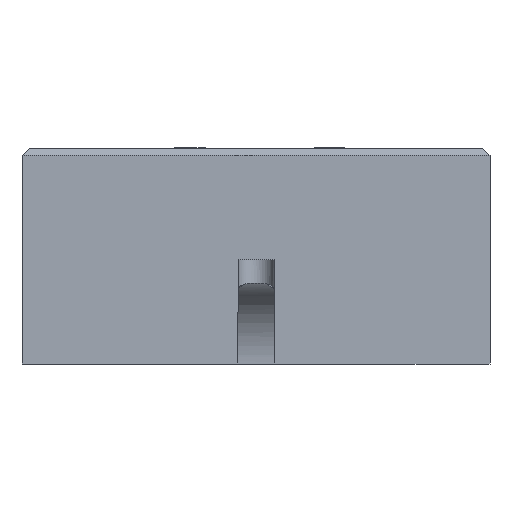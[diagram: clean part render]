
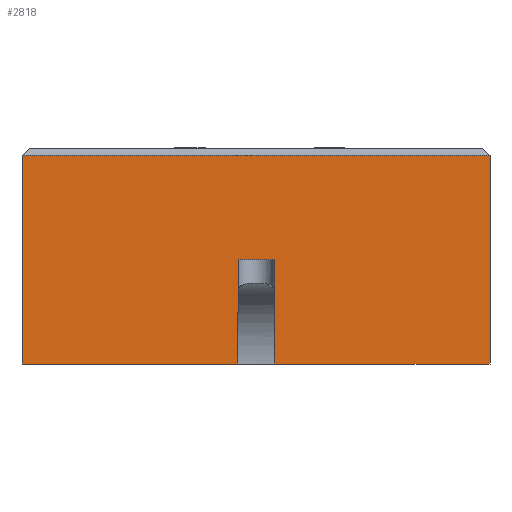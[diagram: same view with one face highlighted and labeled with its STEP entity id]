
A CAD part, front view. The second image highlights one B-rep face of the part: STEP entity #2818.
In plain terms, the highlighted planar face has unit normal (0, -1, 0).
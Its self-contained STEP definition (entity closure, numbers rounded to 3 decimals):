
#189 = DIRECTION ( 'NONE',  ( 0., -1., 0. ) ) ;
#209 = VECTOR ( 'NONE', #992, 1000. ) ;
#223 = DIRECTION ( 'NONE',  ( 0., 0., -1. ) ) ;
#259 = CARTESIAN_POINT ( 'NONE',  ( 32.5, 0., 29.5 ) ) ;
#266 = CARTESIAN_POINT ( 'NONE',  ( -32.5, 0., 15. ) ) ;
#363 = DIRECTION ( 'NONE',  ( 0., 0., 1. ) ) ;
#389 = DIRECTION ( 'NONE',  ( -1., 0., 0. ) ) ;
#472 = LINE ( 'NONE', #2010, #3040 ) ;
#477 = EDGE_LOOP ( 'NONE', ( #1155, #2310, #1799, #2074, #2335, #2476, #1577, #2565 ) ) ;
#510 = VERTEX_POINT ( 'NONE', #1475 ) ;
#561 = EDGE_CURVE ( 'NONE', #2660, #1170, #743, .T. ) ;
#579 = EDGE_CURVE ( 'NONE', #2122, #707, #2826, .T. ) ;
#613 = CARTESIAN_POINT ( 'NONE',  ( 32.5, 0., 44. ) ) ;
#707 = VERTEX_POINT ( 'NONE', #1262 ) ;
#743 = LINE ( 'NONE', #2744, #1221 ) ;
#837 = CARTESIAN_POINT ( 'NONE',  ( 32.5, 0., -12.5 ) ) ;
#893 = EDGE_CURVE ( 'NONE', #2380, #3114, #1741, .T. ) ;
#992 = DIRECTION ( 'NONE',  ( 1., 0., 0. ) ) ;
#1009 = FACE_OUTER_BOUND ( 'NONE', #477, .T. ) ;
#1023 = DIRECTION ( 'NONE',  ( 0., 0., 1. ) ) ;
#1144 = CARTESIAN_POINT ( 'NONE',  ( 32.5, 0., 44. ) ) ;
#1155 = ORIENTED_EDGE ( 'NONE', *, *, #1530, .F. ) ;
#1170 = VERTEX_POINT ( 'NONE', #2482 ) ;
#1186 = EDGE_CURVE ( 'NONE', #2660, #1312, #1697, .T. ) ;
#1221 = VECTOR ( 'NONE', #1516, 1000. ) ;
#1262 = CARTESIAN_POINT ( 'NONE',  ( -2.5, 0., 29.5 ) ) ;
#1312 = VERTEX_POINT ( 'NONE', #3031 ) ;
#1475 = CARTESIAN_POINT ( 'NONE',  ( 2.5, 0., 15. ) ) ;
#1488 = CARTESIAN_POINT ( 'NONE',  ( -32.5, 0., 15. ) ) ;
#1516 = DIRECTION ( 'NONE',  ( 0., 0., 1. ) ) ;
#1530 = EDGE_CURVE ( 'NONE', #510, #2122, #472, .T. ) ;
#1533 = LINE ( 'NONE', #266, #1803 ) ;
#1577 = ORIENTED_EDGE ( 'NONE', *, *, #2942, .F. ) ;
#1665 = VECTOR ( 'NONE', #363, 1000. ) ;
#1676 = PLANE ( 'NONE',  #1946 ) ;
#1697 = LINE ( 'NONE', #1488, #209 ) ;
#1701 = CARTESIAN_POINT ( 'NONE',  ( 32.5, 0., -12.5 ) ) ;
#1736 = CARTESIAN_POINT ( 'NONE',  ( 2.5, 0., 29.5 ) ) ;
#1741 = LINE ( 'NONE', #837, #1665 ) ;
#1771 = DIRECTION ( 'NONE',  ( -1., 0., 0. ) ) ;
#1799 = ORIENTED_EDGE ( 'NONE', *, *, #893, .T. ) ;
#1803 = VECTOR ( 'NONE', #2013, 1000. ) ;
#1814 = CARTESIAN_POINT ( 'NONE',  ( 32.5, 0., 15. ) ) ;
#1864 = EDGE_CURVE ( 'NONE', #3114, #1170, #2384, .T. ) ;
#1946 = AXIS2_PLACEMENT_3D ( 'NONE', #1701, #189, #223 ) ;
#2010 = CARTESIAN_POINT ( 'NONE',  ( 2.5, 0., -12.5 ) ) ;
#2013 = DIRECTION ( 'NONE',  ( 1., 0., 0. ) ) ;
#2074 = ORIENTED_EDGE ( 'NONE', *, *, #1864, .T. ) ;
#2111 = LINE ( 'NONE', #2750, #3076 ) ;
#2122 = VERTEX_POINT ( 'NONE', #1736 ) ;
#2310 = ORIENTED_EDGE ( 'NONE', *, *, #2366, .T. ) ;
#2335 = ORIENTED_EDGE ( 'NONE', *, *, #561, .F. ) ;
#2366 = EDGE_CURVE ( 'NONE', #510, #2380, #1533, .T. ) ;
#2380 = VERTEX_POINT ( 'NONE', #1814 ) ;
#2384 = LINE ( 'NONE', #1144, #2844 ) ;
#2400 = VECTOR ( 'NONE', #1771, 1000. ) ;
#2476 = ORIENTED_EDGE ( 'NONE', *, *, #1186, .T. ) ;
#2482 = CARTESIAN_POINT ( 'NONE',  ( -32.5, 0., 44. ) ) ;
#2565 = ORIENTED_EDGE ( 'NONE', *, *, #579, .F. ) ;
#2660 = VERTEX_POINT ( 'NONE', #2868 ) ;
#2744 = CARTESIAN_POINT ( 'NONE',  ( -32.5, 0., -12.5 ) ) ;
#2750 = CARTESIAN_POINT ( 'NONE',  ( -2.5, 0., -12.5 ) ) ;
#2818 = ADVANCED_FACE ( 'NONE', ( #1009 ), #1676, .T. ) ;
#2826 = LINE ( 'NONE', #259, #2400 ) ;
#2844 = VECTOR ( 'NONE', #389, 1000. ) ;
#2868 = CARTESIAN_POINT ( 'NONE',  ( -32.5, 0., 15. ) ) ;
#2942 = EDGE_CURVE ( 'NONE', #707, #1312, #2111, .T. ) ;
#2954 = DIRECTION ( 'NONE',  ( 0., 0., -1. ) ) ;
#3031 = CARTESIAN_POINT ( 'NONE',  ( -2.5, 0., 15. ) ) ;
#3040 = VECTOR ( 'NONE', #1023, 1000. ) ;
#3076 = VECTOR ( 'NONE', #2954, 1000. ) ;
#3114 = VERTEX_POINT ( 'NONE', #613 ) ;
